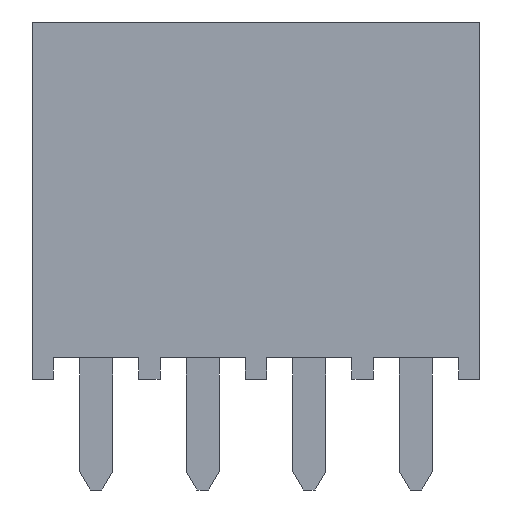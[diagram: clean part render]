
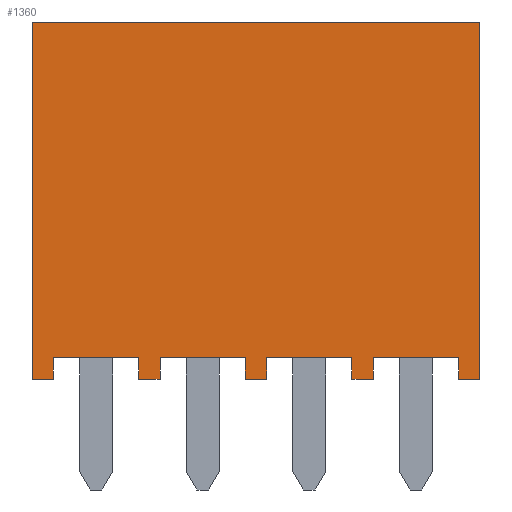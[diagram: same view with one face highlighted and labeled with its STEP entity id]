
A CAD part, front view. The second image highlights one B-rep face of the part: STEP entity #1360.
In plain terms, the highlighted face is planar.
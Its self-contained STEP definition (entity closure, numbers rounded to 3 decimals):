
#44=FACE_OUTER_BOUND('',#116,.T.);
#116=EDGE_LOOP('',(#923,#924,#925,#926,#927,#928,#929,#930,#931,#932,#933,
#934,#935,#936,#937,#938,#939,#940,#941,#942));
#219=LINE('',#1932,#411);
#220=LINE('',#1934,#412);
#221=LINE('',#1936,#413);
#222=LINE('',#1938,#414);
#223=LINE('',#1940,#415);
#224=LINE('',#1942,#416);
#225=LINE('',#1944,#417);
#226=LINE('',#1946,#418);
#227=LINE('',#1948,#419);
#228=LINE('',#1950,#420);
#229=LINE('',#1952,#421);
#230=LINE('',#1954,#422);
#231=LINE('',#1956,#423);
#232=LINE('',#1958,#424);
#233=LINE('',#1960,#425);
#234=LINE('',#1962,#426);
#235=LINE('',#1964,#427);
#236=LINE('',#1966,#428);
#237=LINE('',#1968,#429);
#238=LINE('',#1969,#430);
#411=VECTOR('',#1565,1000.);
#412=VECTOR('',#1566,1000.);
#413=VECTOR('',#1567,1000.);
#414=VECTOR('',#1568,1000.);
#415=VECTOR('',#1569,1000.);
#416=VECTOR('',#1570,1000.);
#417=VECTOR('',#1571,1000.);
#418=VECTOR('',#1572,1000.);
#419=VECTOR('',#1573,1000.);
#420=VECTOR('',#1574,1000.);
#421=VECTOR('',#1575,1000.);
#422=VECTOR('',#1576,1000.);
#423=VECTOR('',#1577,1000.);
#424=VECTOR('',#1578,1000.);
#425=VECTOR('',#1579,1000.);
#426=VECTOR('',#1580,1000.);
#427=VECTOR('',#1581,1000.);
#428=VECTOR('',#1582,1000.);
#429=VECTOR('',#1583,1000.);
#430=VECTOR('',#1584,1000.);
#603=VERTEX_POINT('',#1930);
#604=VERTEX_POINT('',#1931);
#605=VERTEX_POINT('',#1933);
#606=VERTEX_POINT('',#1935);
#607=VERTEX_POINT('',#1937);
#608=VERTEX_POINT('',#1939);
#609=VERTEX_POINT('',#1941);
#610=VERTEX_POINT('',#1943);
#611=VERTEX_POINT('',#1945);
#612=VERTEX_POINT('',#1947);
#613=VERTEX_POINT('',#1949);
#614=VERTEX_POINT('',#1951);
#615=VERTEX_POINT('',#1953);
#616=VERTEX_POINT('',#1955);
#617=VERTEX_POINT('',#1957);
#618=VERTEX_POINT('',#1959);
#619=VERTEX_POINT('',#1961);
#620=VERTEX_POINT('',#1963);
#621=VERTEX_POINT('',#1965);
#622=VERTEX_POINT('',#1967);
#731=EDGE_CURVE('',#603,#604,#219,.T.);
#732=EDGE_CURVE('',#603,#605,#220,.T.);
#733=EDGE_CURVE('',#606,#605,#221,.T.);
#734=EDGE_CURVE('',#607,#606,#222,.T.);
#735=EDGE_CURVE('',#607,#608,#223,.T.);
#736=EDGE_CURVE('',#608,#609,#224,.T.);
#737=EDGE_CURVE('',#610,#609,#225,.T.);
#738=EDGE_CURVE('',#611,#610,#226,.T.);
#739=EDGE_CURVE('',#612,#611,#227,.T.);
#740=EDGE_CURVE('',#612,#613,#228,.T.);
#741=EDGE_CURVE('',#614,#613,#229,.T.);
#742=EDGE_CURVE('',#615,#614,#230,.T.);
#743=EDGE_CURVE('',#616,#615,#231,.T.);
#744=EDGE_CURVE('',#616,#617,#232,.T.);
#745=EDGE_CURVE('',#618,#617,#233,.T.);
#746=EDGE_CURVE('',#619,#618,#234,.T.);
#747=EDGE_CURVE('',#620,#619,#235,.T.);
#748=EDGE_CURVE('',#620,#621,#236,.T.);
#749=EDGE_CURVE('',#622,#621,#237,.T.);
#750=EDGE_CURVE('',#604,#622,#238,.T.);
#923=ORIENTED_EDGE('',*,*,#731,.F.);
#924=ORIENTED_EDGE('',*,*,#732,.T.);
#925=ORIENTED_EDGE('',*,*,#733,.F.);
#926=ORIENTED_EDGE('',*,*,#734,.F.);
#927=ORIENTED_EDGE('',*,*,#735,.T.);
#928=ORIENTED_EDGE('',*,*,#736,.T.);
#929=ORIENTED_EDGE('',*,*,#737,.F.);
#930=ORIENTED_EDGE('',*,*,#738,.F.);
#931=ORIENTED_EDGE('',*,*,#739,.F.);
#932=ORIENTED_EDGE('',*,*,#740,.T.);
#933=ORIENTED_EDGE('',*,*,#741,.F.);
#934=ORIENTED_EDGE('',*,*,#742,.F.);
#935=ORIENTED_EDGE('',*,*,#743,.F.);
#936=ORIENTED_EDGE('',*,*,#744,.T.);
#937=ORIENTED_EDGE('',*,*,#745,.F.);
#938=ORIENTED_EDGE('',*,*,#746,.F.);
#939=ORIENTED_EDGE('',*,*,#747,.F.);
#940=ORIENTED_EDGE('',*,*,#748,.T.);
#941=ORIENTED_EDGE('',*,*,#749,.F.);
#942=ORIENTED_EDGE('',*,*,#750,.F.);
#1288=PLANE('',#1460);
#1360=ADVANCED_FACE('',(#44),#1288,.F.);
#1460=AXIS2_PLACEMENT_3D('',#1929,#1563,#1564);
#1563=DIRECTION('center_axis',(0.,0.,-1.));
#1564=DIRECTION('ref_axis',(-1.,0.,0.));
#1565=DIRECTION('',(0.,1.,0.));
#1566=DIRECTION('',(1.,0.,0.));
#1567=DIRECTION('',(0.,-1.,0.));
#1568=DIRECTION('',(1.,0.,0.));
#1569=DIRECTION('',(0.,-1.,0.));
#1570=DIRECTION('',(1.,0.,0.));
#1571=DIRECTION('',(0.,-1.,0.));
#1572=DIRECTION('',(-1.,0.,0.));
#1573=DIRECTION('',(0.,1.,0.));
#1574=DIRECTION('',(1.,0.,0.));
#1575=DIRECTION('',(0.,-1.,0.));
#1576=DIRECTION('',(-1.,0.,0.));
#1577=DIRECTION('',(0.,1.,0.));
#1578=DIRECTION('',(1.,0.,0.));
#1579=DIRECTION('',(0.,-1.,0.));
#1580=DIRECTION('',(-1.,0.,0.));
#1581=DIRECTION('',(0.,1.,0.));
#1582=DIRECTION('',(1.,0.,0.));
#1583=DIRECTION('',(0.,-1.,0.));
#1584=DIRECTION('',(-1.,0.,0.));
#1929=CARTESIAN_POINT('Origin',(-5.334,8.509,1.207));
#1930=CARTESIAN_POINT('',(4.826,0.,1.207));
#1931=CARTESIAN_POINT('',(4.826,0.508,1.207));
#1932=CARTESIAN_POINT('',(4.826,8.509,1.207));
#1933=CARTESIAN_POINT('',(5.334,0.,1.207));
#1934=CARTESIAN_POINT('',(-5.334,0.,1.207));
#1935=CARTESIAN_POINT('',(5.334,8.509,1.207));
#1936=CARTESIAN_POINT('',(5.334,8.509,1.207));
#1937=CARTESIAN_POINT('',(-5.334,8.509,1.207));
#1938=CARTESIAN_POINT('',(-5.334,8.509,1.207));
#1939=CARTESIAN_POINT('',(-5.334,0.,1.207));
#1940=CARTESIAN_POINT('',(-5.334,8.509,1.207));
#1941=CARTESIAN_POINT('',(-4.826,0.,1.207));
#1942=CARTESIAN_POINT('',(-5.334,0.,1.207));
#1943=CARTESIAN_POINT('',(-4.826,0.508,1.207));
#1944=CARTESIAN_POINT('',(-4.826,8.509,1.207));
#1945=CARTESIAN_POINT('',(-2.794,0.508,1.207));
#1946=CARTESIAN_POINT('',(-5.334,0.508,1.207));
#1947=CARTESIAN_POINT('',(-2.794,0.,1.207));
#1948=CARTESIAN_POINT('',(-2.794,8.509,1.207));
#1949=CARTESIAN_POINT('',(-2.286,0.,1.207));
#1950=CARTESIAN_POINT('',(-5.334,0.,1.207));
#1951=CARTESIAN_POINT('',(-2.286,0.508,1.207));
#1952=CARTESIAN_POINT('',(-2.286,8.509,1.207));
#1953=CARTESIAN_POINT('',(-0.254,0.508,1.207));
#1954=CARTESIAN_POINT('',(-5.334,0.508,1.207));
#1955=CARTESIAN_POINT('',(-0.254,0.,1.207));
#1956=CARTESIAN_POINT('',(-0.254,8.509,1.207));
#1957=CARTESIAN_POINT('',(0.254,0.,1.207));
#1958=CARTESIAN_POINT('',(-5.334,0.,1.207));
#1959=CARTESIAN_POINT('',(0.254,0.508,1.207));
#1960=CARTESIAN_POINT('',(0.254,8.509,1.207));
#1961=CARTESIAN_POINT('',(2.286,0.508,1.207));
#1962=CARTESIAN_POINT('',(-5.334,0.508,1.207));
#1963=CARTESIAN_POINT('',(2.286,0.,1.207));
#1964=CARTESIAN_POINT('',(2.286,8.509,1.207));
#1965=CARTESIAN_POINT('',(2.794,0.,1.207));
#1966=CARTESIAN_POINT('',(-5.334,0.,1.207));
#1967=CARTESIAN_POINT('',(2.794,0.508,1.207));
#1968=CARTESIAN_POINT('',(2.794,8.509,1.207));
#1969=CARTESIAN_POINT('',(-5.334,0.508,1.207));
